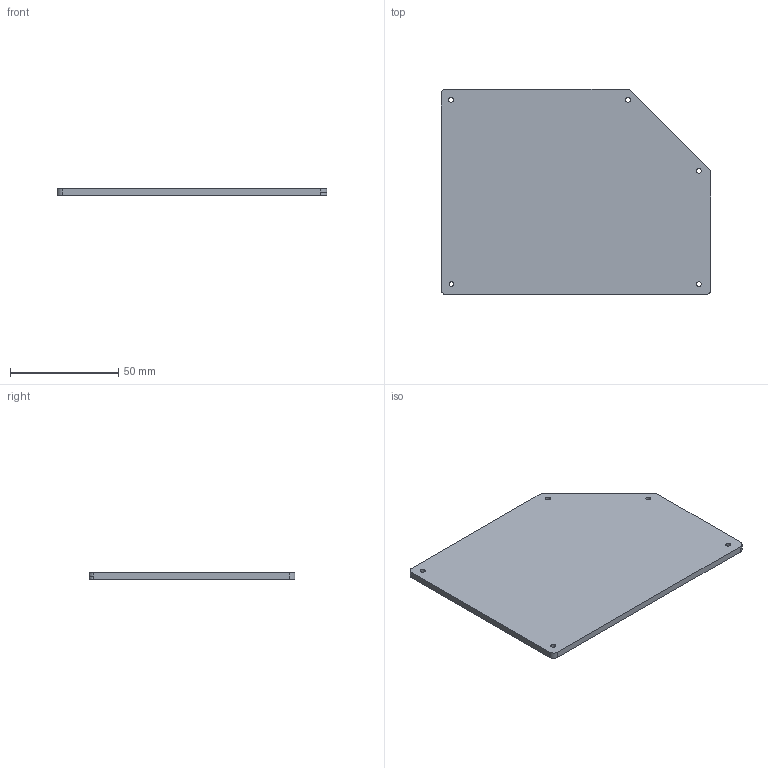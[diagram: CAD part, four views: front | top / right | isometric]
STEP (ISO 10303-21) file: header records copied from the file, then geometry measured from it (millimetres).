
FILE_DESCRIPTION(('HOOPS Exchange Step'),'2;1');
FILE_NAME('temp_export','2023-06-10T17:43:10-04:00',('jscotto'),('Shapr3D Limited'),'HOOPS Exchange 2022.2','Shapr3D','Authorized');
FILE_SCHEMA( ('AUTOMOTIVE_DESIGN { 1 0 10303 214 1 1 1 1 }') );
Length unit declared in the file: millimetre
Products named in the file (1): Bottom
Bounding box: 124.73 x 95.18 x 3 mm (x, y, z)
Volume: 33381.1 mm3; surface area: 23602.7 mm2
Topology: 1 solids, 1 shells, 22 faces, 55 edges, 35 vertices
Faces by surface type: plane 7, cylinder 6, cone 5, bspline 4
Full cylindrical faces by diameter (mm): 2.2 x5
Entity records: 891 total; most frequent: CARTESIAN_POINT 337, ORIENTED_EDGE 110, DIRECTION 102, EDGE_CURVE 55, AXIS2_PLACEMENT_3D 36, VERTEX_POINT 35, EDGE_LOOP 32, FACE_BOUND 32
